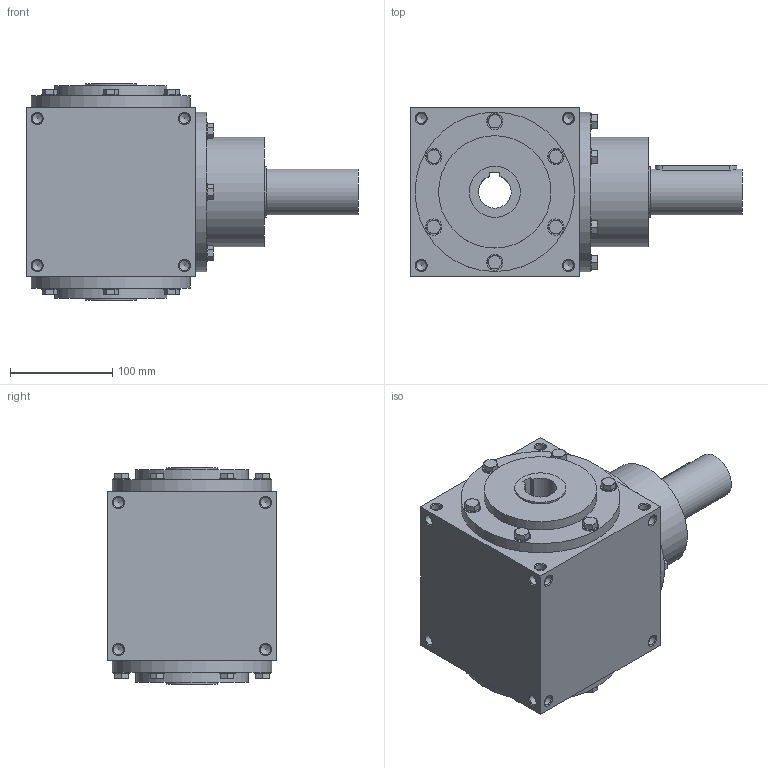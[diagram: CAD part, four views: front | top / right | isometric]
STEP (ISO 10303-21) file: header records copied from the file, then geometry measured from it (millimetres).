
FILE_DESCRIPTION( ( 'STEP AP214' ), ' ' );
FILE_NAME( 'RR166_C2_R.1_1.5.stp', '2017-10-01T13:42:47', ( '' ), ( '' ), ' ', 'PARTsolutions', ' ' );
FILE_SCHEMA( ( 'AUTOMOTIVE_DESIGN { 1 0 10303 214 1 1 1 1 }' ) );
Length unit declared in the file: millimetre
Products named in the file (4): RR166_C2_R.1/1.5; _RR1662-case; _RR166-shaft; _RC_RR166-screw
Assembly tree (20 placements, depth 2):
  RR166_C2_R.1/1.5
    _RR1662-case
    _RR166-shaft
    _RC_RR166-screw  x18
Bounding box: 325 x 166 x 212 mm (x, y, z)
Volume: 5827558.9 mm3; surface area: 301246.9 mm2
Topology: 20 solids, 20 shells, 429 faces, 1025 edges, 633 vertices
Faces by surface type: plane 188, cone 158, cylinder 83
Full cylindrical faces by diameter (mm): 8.376 x1, 10.106 x48, 16 x18, 45 x1, 50 x4, 107 x1, 110 x2, 156 x3
Entity records: 5760 total; most frequent: CARTESIAN_POINT 847, DIRECTION 824, ORIENTED_EDGE 546, AXIS2_PLACEMENT_3D 387, EDGE_LOOP 282, EDGE_CURVE 273, VERTEX_POINT 238, FACE_OUTER_BOUND 218
